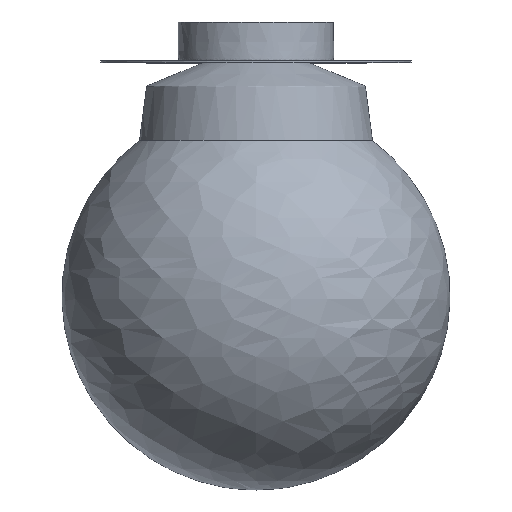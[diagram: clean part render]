
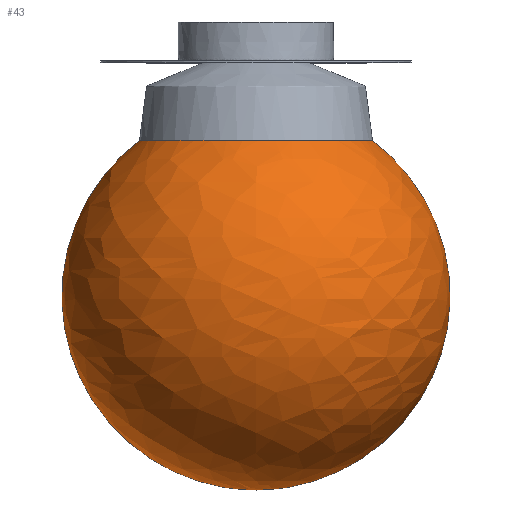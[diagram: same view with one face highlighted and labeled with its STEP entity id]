
A CAD part, top view. The second image highlights one B-rep face of the part: STEP entity #43.
In plain terms, the highlighted free-form (B-spline) face has degree [2, 2] with [5, 5] control points.
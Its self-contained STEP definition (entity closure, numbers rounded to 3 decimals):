
#43=ADVANCED_FACE('',(#57),#199,.T.);
#57=FACE_OUTER_BOUND('',#71,.T.);
#71=EDGE_LOOP('',(#117,#118,#119));
#117=ORIENTED_EDGE('',*,*,#147,.T.);
#118=ORIENTED_EDGE('',*,*,#145,.T.);
#119=ORIENTED_EDGE('',*,*,#146,.F.);
#145=EDGE_CURVE('',#185,#186,#167,.T.);
#146=EDGE_CURVE('',#187,#186,#168,.T.);
#147=EDGE_CURVE('',#187,#185,#169,.T.);
#167=(
BOUNDED_CURVE()
B_SPLINE_CURVE(2,(#692,#693,#694,#695,#696),.UNSPECIFIED.,.F.,.F.)
B_SPLINE_CURVE_WITH_KNOTS((3,2,3),(0.,156.269,312.539),
 .UNSPECIFIED.)
CURVE()
GEOMETRIC_REPRESENTATION_ITEM()
RATIONAL_B_SPLINE_CURVE((1.,0.811,1.,0.811,1.))
REPRESENTATION_ITEM('')
);
#168=(
BOUNDED_CURVE()
B_SPLINE_CURVE(2,(#697,#698,#699,#700,#701),.UNSPECIFIED.,.F.,.F.)
B_SPLINE_CURVE_WITH_KNOTS((3,2,3),(0.,156.269,312.539),
 .UNSPECIFIED.)
CURVE()
GEOMETRIC_REPRESENTATION_ITEM()
RATIONAL_B_SPLINE_CURVE((1.,0.811,1.,0.811,1.))
REPRESENTATION_ITEM('')
);
#169=(
BOUNDED_CURVE()
B_SPLINE_CURVE(2,(#702,#703,#704,#705,#706),.UNSPECIFIED.,.F.,.F.)
B_SPLINE_CURVE_WITH_KNOTS((3,2,3),(392.649,588.974,785.299),
 .UNSPECIFIED.)
CURVE()
GEOMETRIC_REPRESENTATION_ITEM()
RATIONAL_B_SPLINE_CURVE((1.,0.707,1.,0.707,1.))
REPRESENTATION_ITEM('')
);
#185=VERTEX_POINT('',#684);
#186=VERTEX_POINT('',#685);
#187=VERTEX_POINT('',#686);
#199=(
BOUNDED_SURFACE()
B_SPLINE_SURFACE(2,2,((#659,#660,#661,#662,#663),(#664,#665,#666,#667,#668),
(#669,#670,#671,#672,#673),(#674,#675,#676,#677,#678),(#679,#680,#681,#682,
#683)),.UNSPECIFIED.,.F.,.F.,.F.)
B_SPLINE_SURFACE_WITH_KNOTS((3,2,3),(3,2,3),(392.649,588.974,
785.299),(0.,156.269,312.539),.UNSPECIFIED.)
GEOMETRIC_REPRESENTATION_ITEM()
RATIONAL_B_SPLINE_SURFACE(((1.,0.811,1.,0.811,1.),
(0.707,0.573,0.707,0.573,
0.707),(1.,0.811,1.,0.811,1.),(0.707,
0.573,0.707,0.573,0.707),
(1.,0.811,1.,0.811,1.)))
REPRESENTATION_ITEM('')
SURFACE()
);
#659=CARTESIAN_POINT('',(4782.008,3283.326,0.));
#660=CARTESIAN_POINT('',(4854.288,3229.366,0.));
#661=CARTESIAN_POINT('',(4825.859,3143.763,0.));
#662=CARTESIAN_POINT('',(4797.43,3058.16,0.));
#663=CARTESIAN_POINT('',(4707.23,3058.16,0.));
#664=CARTESIAN_POINT('',(4782.008,3283.326,74.778));
#665=CARTESIAN_POINT('',(4854.288,3229.366,147.058));
#666=CARTESIAN_POINT('',(4825.859,3143.763,118.629));
#667=CARTESIAN_POINT('',(4797.43,3058.16,90.2));
#668=CARTESIAN_POINT('',(4707.23,3058.16,0.));
#669=CARTESIAN_POINT('',(4707.23,3283.326,74.778));
#670=CARTESIAN_POINT('',(4707.23,3229.366,147.058));
#671=CARTESIAN_POINT('',(4707.23,3143.763,118.629));
#672=CARTESIAN_POINT('',(4707.23,3058.16,90.2));
#673=CARTESIAN_POINT('',(4707.23,3058.16,0.));
#674=CARTESIAN_POINT('',(4632.452,3283.326,74.778));
#675=CARTESIAN_POINT('',(4560.172,3229.366,147.058));
#676=CARTESIAN_POINT('',(4588.6,3143.763,118.629));
#677=CARTESIAN_POINT('',(4617.029,3058.16,90.2));
#678=CARTESIAN_POINT('',(4707.23,3058.16,0.));
#679=CARTESIAN_POINT('',(4632.452,3283.326,0.));
#680=CARTESIAN_POINT('',(4560.172,3229.366,0.));
#681=CARTESIAN_POINT('',(4588.6,3143.763,0.));
#682=CARTESIAN_POINT('',(4617.029,3058.16,0.));
#683=CARTESIAN_POINT('',(4707.23,3058.16,0.));
#684=CARTESIAN_POINT('',(4632.452,3283.326,0.));
#685=CARTESIAN_POINT('',(4707.23,3058.16,0.));
#686=CARTESIAN_POINT('',(4782.008,3283.326,0.));
#692=CARTESIAN_POINT('',(4632.452,3283.326,0.));
#693=CARTESIAN_POINT('',(4560.172,3229.366,0.));
#694=CARTESIAN_POINT('',(4588.6,3143.763,0.));
#695=CARTESIAN_POINT('',(4617.029,3058.16,0.));
#696=CARTESIAN_POINT('',(4707.23,3058.16,0.));
#697=CARTESIAN_POINT('',(4782.008,3283.326,0.));
#698=CARTESIAN_POINT('',(4854.288,3229.366,0.));
#699=CARTESIAN_POINT('',(4825.859,3143.763,0.));
#700=CARTESIAN_POINT('',(4797.43,3058.16,0.));
#701=CARTESIAN_POINT('',(4707.23,3058.16,0.));
#702=CARTESIAN_POINT('',(4782.008,3283.326,0.));
#703=CARTESIAN_POINT('',(4782.008,3283.326,74.778));
#704=CARTESIAN_POINT('',(4707.23,3283.326,74.778));
#705=CARTESIAN_POINT('',(4632.452,3283.326,74.778));
#706=CARTESIAN_POINT('',(4632.452,3283.326,0.));
